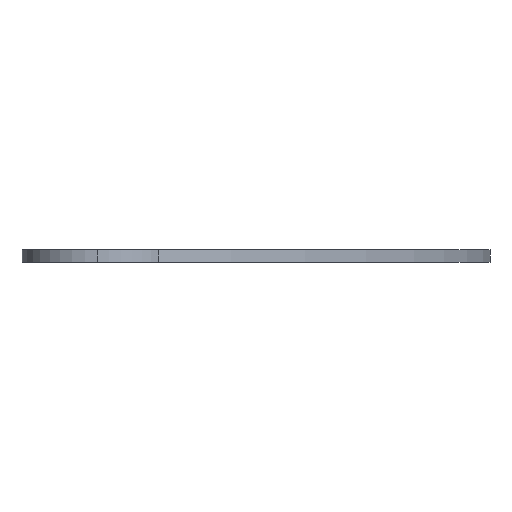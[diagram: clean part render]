
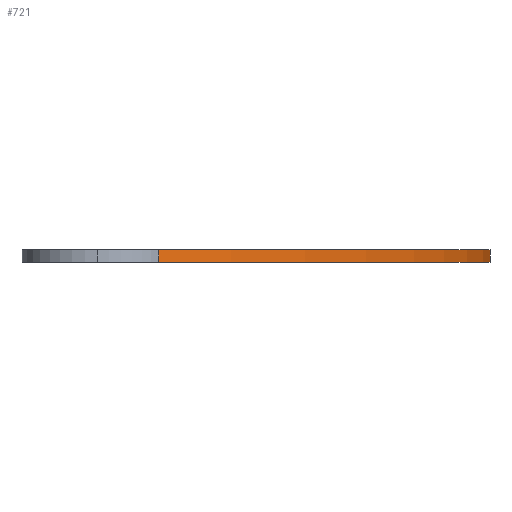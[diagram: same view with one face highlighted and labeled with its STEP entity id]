
A CAD part, left-side view. The second image highlights one B-rep face of the part: STEP entity #721.
In plain terms, the highlighted free-form (B-spline) face has degree [3, 1] with [4, 2] control points.
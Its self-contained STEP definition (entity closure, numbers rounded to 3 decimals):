
#4 = CARTESIAN_POINT ( 'NONE',  ( -120.988, 23.855, 0. ) ) ;
#60 = CARTESIAN_POINT ( 'NONE',  ( -43.715, -30.942, 2. ) ) ;
#62 = LINE ( 'NONE', #1166, #113 ) ;
#64 = ORIENTED_EDGE ( 'NONE', *, *, #986, .T. ) ;
#113 = VECTOR ( 'NONE', #988, 1000. ) ;
#125 = VERTEX_POINT ( 'NONE', #1128 ) ;
#126 = DIRECTION ( 'NONE',  ( 0., 0., -1. ) ) ;
#171 = CARTESIAN_POINT ( 'NONE',  ( -120.988, 23.855, 0. ) ) ;
#220 = VECTOR ( 'NONE', #126, 1000. ) ;
#291 = CARTESIAN_POINT ( 'NONE',  ( -74.656, -29.772, 2. ) ) ;
#303 = CARTESIAN_POINT ( 'NONE',  ( -107.935, 0.909, 2. ) ) ;
#314 = CARTESIAN_POINT ( 'NONE',  ( -120.988, 23.855, 2. ) ) ;
#324 = CARTESIAN_POINT ( 'NONE',  ( -107.935, 0.909, 2. ) ) ;
#325 = EDGE_CURVE ( 'NONE', #1071, #125, #62, .T. ) ;
#349 = CARTESIAN_POINT ( 'NONE',  ( -43.715, -30.942, 2. ) ) ;
#352 = VERTEX_POINT ( 'NONE', #4 ) ;
#365 = VERTEX_POINT ( 'NONE', #764 ) ;
#392 = CARTESIAN_POINT ( 'NONE',  ( -43.715, -30.942, 0. ) ) ;
#399 = CARTESIAN_POINT ( 'NONE',  ( -43.715, -30.942, 2. ) ) ;
#434 = B_SPLINE_CURVE_WITH_KNOTS ( 'NONE', 3,
 ( #60, #796, #324, #314 ),
 .UNSPECIFIED., .F., .F.,
 ( 4, 4 ),
 ( 0., 1. ),
 .UNSPECIFIED. ) ;
#457 = ORIENTED_EDGE ( 'NONE', *, *, #954, .F. ) ;
#482 = CARTESIAN_POINT ( 'NONE',  ( -120.988, 23.855, 2. ) ) ;
#539 = EDGE_CURVE ( 'NONE', #1071, #365, #434, .T. ) ;
#713 = CARTESIAN_POINT ( 'NONE',  ( -74.656, -29.772, 0. ) ) ;
#721 = ADVANCED_FACE ( 'NONE', ( #1131 ), #760, .T. ) ;
#760 = B_SPLINE_SURFACE_WITH_KNOTS ( 'NONE', 3, 1, ( 
 ( #399, #392 ),
 ( #291, #781 ),
 ( #303, #933 ),
 ( #482, #848 ) ),
 .UNSPECIFIED., .F., .F., .F.,
 ( 4, 4 ),
 ( 2, 2 ),
 ( 0., 1. ),
 ( 0., 1. ),
 .UNSPECIFIED. ) ;
#764 = CARTESIAN_POINT ( 'NONE',  ( -120.988, 23.855, 2. ) ) ;
#781 = CARTESIAN_POINT ( 'NONE',  ( -74.656, -29.772, 0. ) ) ;
#785 = EDGE_LOOP ( 'NONE', ( #457, #922, #817, #64 ) ) ;
#796 = CARTESIAN_POINT ( 'NONE',  ( -74.656, -29.772, 2. ) ) ;
#802 = B_SPLINE_CURVE_WITH_KNOTS ( 'NONE', 3,
 ( #1163, #713, #998, #171 ),
 .UNSPECIFIED., .F., .F.,
 ( 4, 4 ),
 ( 0., 1. ),
 .UNSPECIFIED. ) ;
#817 = ORIENTED_EDGE ( 'NONE', *, *, #539, .T. ) ;
#838 = CARTESIAN_POINT ( 'NONE',  ( -120.988, 23.855, 2. ) ) ;
#848 = CARTESIAN_POINT ( 'NONE',  ( -120.988, 23.855, 0. ) ) ;
#922 = ORIENTED_EDGE ( 'NONE', *, *, #325, .F. ) ;
#933 = CARTESIAN_POINT ( 'NONE',  ( -107.935, 0.909, 0. ) ) ;
#954 = EDGE_CURVE ( 'NONE', #125, #352, #802, .T. ) ;
#986 = EDGE_CURVE ( 'NONE', #365, #352, #1022, .T. ) ;
#988 = DIRECTION ( 'NONE',  ( 0., 0., -1. ) ) ;
#998 = CARTESIAN_POINT ( 'NONE',  ( -107.935, 0.909, 0. ) ) ;
#1022 = LINE ( 'NONE', #838, #220 ) ;
#1071 = VERTEX_POINT ( 'NONE', #349 ) ;
#1128 = CARTESIAN_POINT ( 'NONE',  ( -43.715, -30.942, 0. ) ) ;
#1131 = FACE_OUTER_BOUND ( 'NONE', #785, .T. ) ;
#1163 = CARTESIAN_POINT ( 'NONE',  ( -43.715, -30.942, 0. ) ) ;
#1166 = CARTESIAN_POINT ( 'NONE',  ( -43.715, -30.942, 2. ) ) ;
